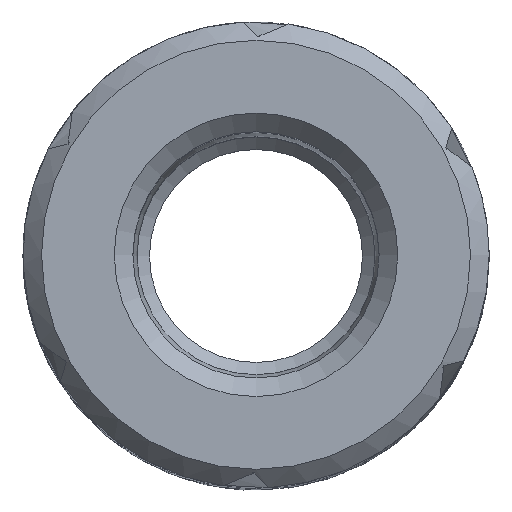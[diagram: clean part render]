
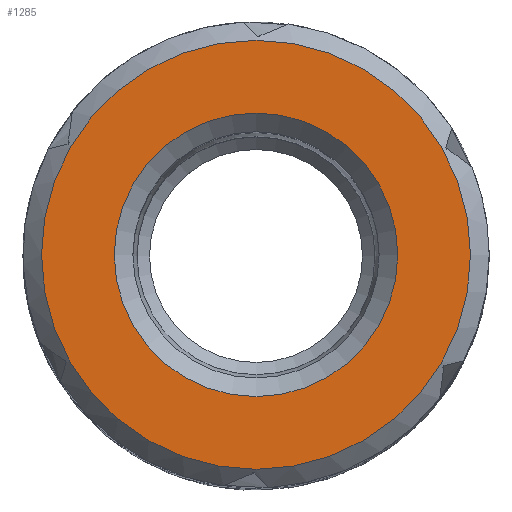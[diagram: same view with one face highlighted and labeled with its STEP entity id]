
A CAD part, top view. The second image highlights one B-rep face of the part: STEP entity #1285.
In plain terms, the highlighted planar face has unit normal (0, 0, 1).
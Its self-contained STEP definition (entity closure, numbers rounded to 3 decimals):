
#55=FACE_BOUND('',#207,.T.);
#60=PLANE('',#1419);
#132=FACE_OUTER_BOUND('',#206,.T.);
#206=EDGE_LOOP('',(#1100));
#207=EDGE_LOOP('',(#1101));
#377=CIRCLE('',#1418,9.652);
#378=CIRCLE('',#1420,14.605);
#579=VERTEX_POINT('',#6383);
#580=VERTEX_POINT('',#6387);
#768=EDGE_CURVE('',#579,#579,#377,.T.);
#769=EDGE_CURVE('',#580,#580,#378,.T.);
#1100=ORIENTED_EDGE('',*,*,#769,.F.);
#1101=ORIENTED_EDGE('',*,*,#768,.F.);
#1285=ADVANCED_FACE('',(#132,#55),#60,.T.);
#1418=AXIS2_PLACEMENT_3D('',#6385,#1661,#1662);
#1419=AXIS2_PLACEMENT_3D('',#6386,#1663,#1664);
#1420=AXIS2_PLACEMENT_3D('',#6388,#1665,#1666);
#1661=DIRECTION('center_axis',(0.,0.,
1.));
#1662=DIRECTION('ref_axis',(1.,0.,0.));
#1663=DIRECTION('center_axis',(0.,0.,
1.));
#1664=DIRECTION('ref_axis',(-1.,0.,0.));
#1665=DIRECTION('center_axis',(0.,0.,
-1.));
#1666=DIRECTION('ref_axis',(1.,0.,0.));
#6383=CARTESIAN_POINT('',(-9.652,-60.,-14.165));
#6385=CARTESIAN_POINT('Origin',(0.,-60.,
-14.165));
#6386=CARTESIAN_POINT('Origin',(0.,-60.281,
-14.165));
#6387=CARTESIAN_POINT('',(14.605,-60.,-14.165));
#6388=CARTESIAN_POINT('Origin',(0.,-60.,
-14.165));
